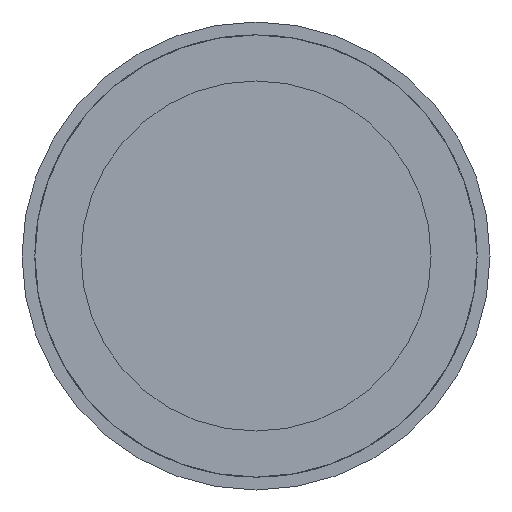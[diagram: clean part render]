
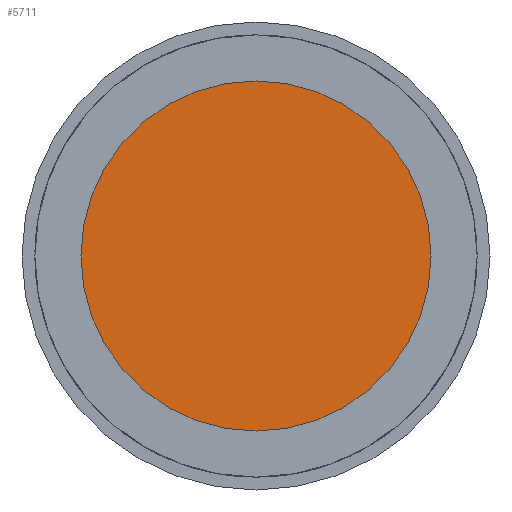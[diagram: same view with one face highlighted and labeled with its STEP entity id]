
A CAD part, front view. The second image highlights one B-rep face of the part: STEP entity #5711.
In plain terms, the highlighted planar face has unit normal (0, -1, 0).
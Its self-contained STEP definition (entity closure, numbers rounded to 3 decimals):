
#10 = PLANE ( 'NONE',  #4988 ) ;
#1403 = AXIS2_PLACEMENT_3D ( 'NONE', #2936, #7182, #1664 ) ;
#1664 = DIRECTION ( 'NONE',  ( 0., 0., -1. ) ) ;
#2156 = CARTESIAN_POINT ( 'NONE',  ( 0., 2., -19. ) ) ;
#2173 = ORIENTED_EDGE ( 'NONE', *, *, #3492, .T. ) ;
#2799 = CIRCLE ( 'NONE', #2918, 19. ) ;
#2867 = DIRECTION ( 'NONE',  ( 0., 0., -1. ) ) ;
#2918 = AXIS2_PLACEMENT_3D ( 'NONE', #2938, #5147, #2867 ) ;
#2936 = CARTESIAN_POINT ( 'NONE',  ( 0., 2., 0. ) ) ;
#2938 = CARTESIAN_POINT ( 'NONE',  ( 0., 2., 0. ) ) ;
#3227 = EDGE_LOOP ( 'NONE', ( #2173, #6207 ) ) ;
#3492 = EDGE_CURVE ( 'NONE', #5767, #4535, #4981, .T. ) ;
#4367 = CARTESIAN_POINT ( 'NONE',  ( 0., 2., 0. ) ) ;
#4440 = CARTESIAN_POINT ( 'NONE',  ( 0., 2., 19. ) ) ;
#4479 = DIRECTION ( 'NONE',  ( 0., 1., 0. ) ) ;
#4535 = VERTEX_POINT ( 'NONE', #4440 ) ;
#4978 = FACE_OUTER_BOUND ( 'NONE', #3227, .T. ) ;
#4981 = CIRCLE ( 'NONE', #1403, 19. ) ;
#4988 = AXIS2_PLACEMENT_3D ( 'NONE', #4367, #4479, #6580 ) ;
#5147 = DIRECTION ( 'NONE',  ( 0., -1., 0. ) ) ;
#5711 = ADVANCED_FACE ( 'NONE', ( #4978 ), #10, .F. ) ;
#5767 = VERTEX_POINT ( 'NONE', #2156 ) ;
#6207 = ORIENTED_EDGE ( 'NONE', *, *, #6991, .T. ) ;
#6580 = DIRECTION ( 'NONE',  ( 0., 0., 1. ) ) ;
#6991 = EDGE_CURVE ( 'NONE', #4535, #5767, #2799, .T. ) ;
#7182 = DIRECTION ( 'NONE',  ( 0., -1., 0. ) ) ;
